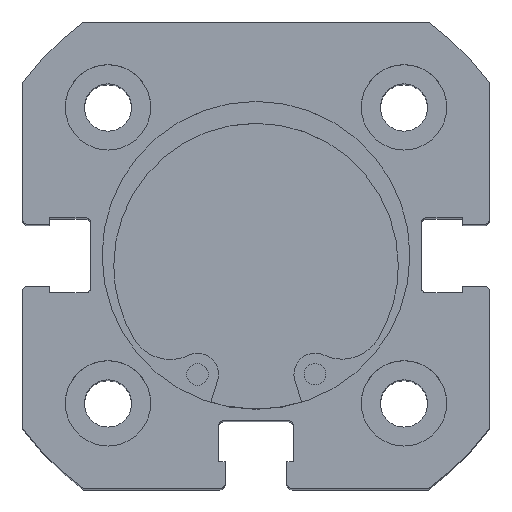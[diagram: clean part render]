
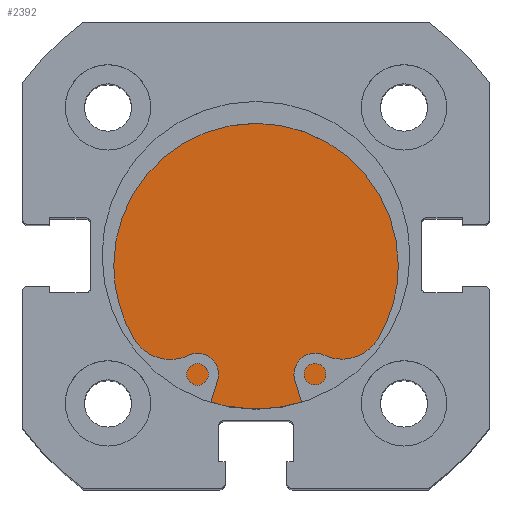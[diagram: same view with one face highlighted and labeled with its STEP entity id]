
A CAD part, top view. The second image highlights one B-rep face of the part: STEP entity #2392.
In plain terms, the highlighted face is planar.
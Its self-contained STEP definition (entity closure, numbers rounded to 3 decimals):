
#184 = PLANE ( 'NONE',  #1044 ) ;
#331 = DIRECTION ( 'NONE',  ( 0., 0., 1. ) ) ;
#332 = DIRECTION ( 'NONE',  ( -1., 0., 0. ) ) ;
#340 = CARTESIAN_POINT ( 'NONE',  ( 6., 13.5, 0. ) ) ;
#1044 = AXIS2_PLACEMENT_3D ( 'NONE', #340, #332, #331 ) ;
#2263 = DIRECTION ( 'NONE',  ( 0., 0., 1. ) ) ;
#2264 = DIRECTION ( 'NONE',  ( -1., 0., 0. ) ) ;
#2266 = CARTESIAN_POINT ( 'NONE',  ( 6., 0., 0. ) ) ;
#2305 = DIRECTION ( 'NONE',  ( 0., 0., 1. ) ) ;
#2306 = DIRECTION ( 'NONE',  ( -1., 0., 0. ) ) ;
#2315 = CARTESIAN_POINT ( 'NONE',  ( 6., 0., 0. ) ) ;
#2392 = ADVANCED_FACE ( 'NONE', ( #3529 ), #184, .F. ) ;
#2549 = EDGE_CURVE ( 'NONE', #3124, #3172, #3876, .T. ) ;
#2560 = EDGE_CURVE ( 'NONE', #3172, #3124, #3890, .T. ) ;
#3031 = EDGE_LOOP ( 'NONE', ( #5801, #5712 ) ) ;
#3124 = VERTEX_POINT ( 'NONE', #5008 ) ;
#3172 = VERTEX_POINT ( 'NONE', #5046 ) ;
#3529 = FACE_OUTER_BOUND ( 'NONE', #3031, .T. ) ;
#3876 = CIRCLE ( 'NONE', #4545, 13.5 ) ;
#3890 = CIRCLE ( 'NONE', #4574, 13.5 ) ;
#4545 = AXIS2_PLACEMENT_3D ( 'NONE', #2315, #2306, #2305 ) ;
#4574 = AXIS2_PLACEMENT_3D ( 'NONE', #2266, #2264, #2263 ) ;
#5008 = CARTESIAN_POINT ( 'NONE',  ( 6., 0., -13.5 ) ) ;
#5046 = CARTESIAN_POINT ( 'NONE',  ( 6., 0., 13.5 ) ) ;
#5712 = ORIENTED_EDGE ( 'NONE', *, *, #2549, .F. ) ;
#5801 = ORIENTED_EDGE ( 'NONE', *, *, #2560, .F. ) ;
